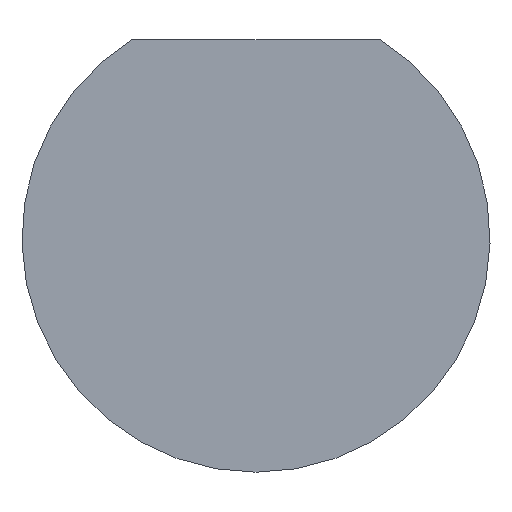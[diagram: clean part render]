
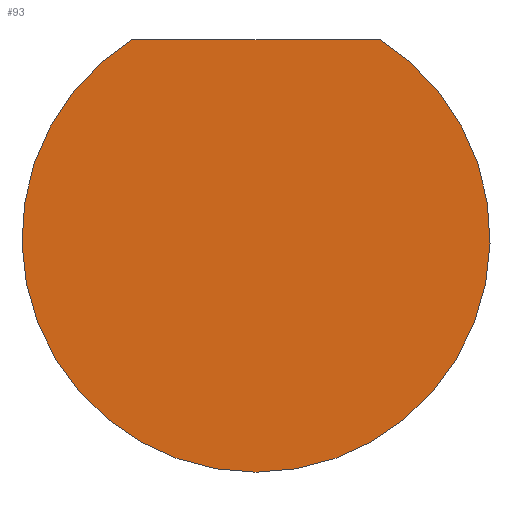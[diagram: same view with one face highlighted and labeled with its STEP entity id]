
A CAD part, front view. The second image highlights one B-rep face of the part: STEP entity #93.
In plain terms, the highlighted planar face has unit normal (0, -1, 0).
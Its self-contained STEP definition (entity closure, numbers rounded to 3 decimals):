
#2 = VERTEX_POINT ( 'NONE', #88 ) ;
#4 = EDGE_CURVE ( 'NONE', #57, #2, #67, .T. ) ;
#35 = ORIENTED_EDGE ( 'NONE', *, *, #102, .F. ) ;
#46 = EDGE_CURVE ( 'NONE', #2, #53, #235, .T. ) ;
#53 = VERTEX_POINT ( 'NONE', #220 ) ;
#57 = VERTEX_POINT ( 'NONE', #216 ) ;
#63 = DIRECTION ( 'NONE',  ( 0., 1., 0. ) ) ;
#64 = CARTESIAN_POINT ( 'NONE',  ( 0., 0., 0. ) ) ;
#65 = AXIS2_PLACEMENT_3D ( 'NONE', #64, #63, #85 ) ;
#67 = CIRCLE ( 'NONE', #65, 2.95 ) ;
#85 = DIRECTION ( 'NONE',  ( 0., 0., 1. ) ) ;
#88 = CARTESIAN_POINT ( 'NONE',  ( -1.566, 0., 2.5 ) ) ;
#93 = ADVANCED_FACE ( 'NONE', ( #207 ), #226, .F. ) ;
#94 = ORIENTED_EDGE ( 'NONE', *, *, #4, .F. ) ;
#95 = ORIENTED_EDGE ( 'NONE', *, *, #46, .F. ) ;
#99 = EDGE_LOOP ( 'NONE', ( #95, #94, #35 ) ) ;
#102 = EDGE_CURVE ( 'NONE', #53, #57, #152, .T. ) ;
#139 = DIRECTION ( 'NONE',  ( 0., 0., 1. ) ) ;
#140 = DIRECTION ( 'NONE',  ( 0., 1., 0. ) ) ;
#141 = CARTESIAN_POINT ( 'NONE',  ( 0., 0., 0. ) ) ;
#142 = AXIS2_PLACEMENT_3D ( 'NONE', #141, #140, #139 ) ;
#144 = DIRECTION ( 'NONE',  ( 0., 0., 1. ) ) ;
#152 = CIRCLE ( 'NONE', #142, 2.95 ) ;
#207 = FACE_OUTER_BOUND ( 'NONE', #99, .T. ) ;
#209 = AXIS2_PLACEMENT_3D ( 'NONE', #232, #231, #144 ) ;
#216 = CARTESIAN_POINT ( 'NONE',  ( 0., 0., -2.95 ) ) ;
#220 = CARTESIAN_POINT ( 'NONE',  ( 1.566, 0., 2.5 ) ) ;
#223 = DIRECTION ( 'NONE',  ( 1., 0., 0. ) ) ;
#224 = VECTOR ( 'NONE', #223, 1000. ) ;
#225 = CARTESIAN_POINT ( 'NONE',  ( 1.566, 0., 2.5 ) ) ;
#226 = PLANE ( 'NONE',  #209 ) ;
#231 = DIRECTION ( 'NONE',  ( 0., 1., 0. ) ) ;
#232 = CARTESIAN_POINT ( 'NONE',  ( 0., 0., 0. ) ) ;
#235 = LINE ( 'NONE', #225, #224 ) ;
